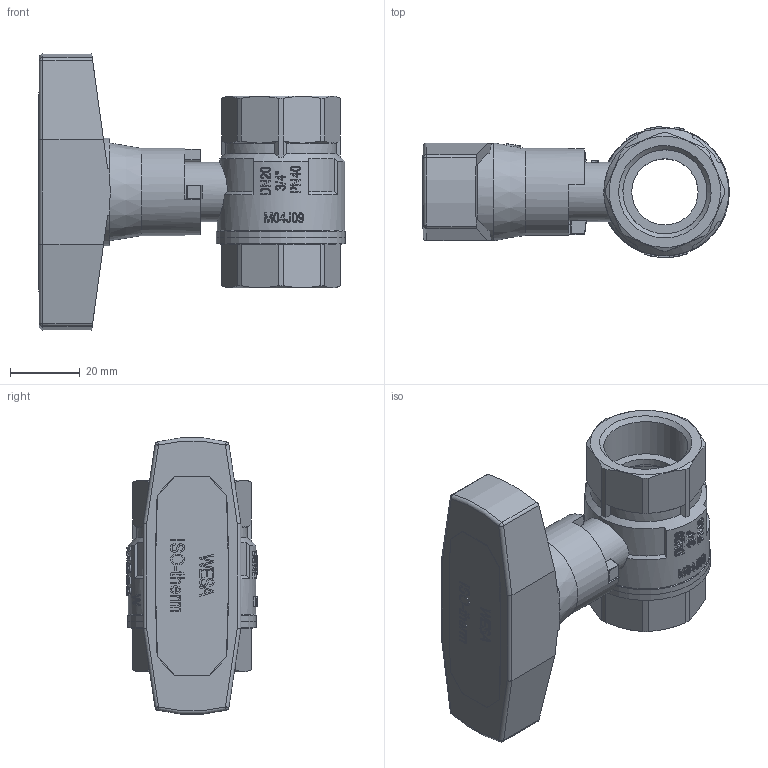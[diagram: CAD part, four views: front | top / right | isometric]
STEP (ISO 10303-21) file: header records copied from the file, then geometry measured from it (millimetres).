
FILE_DESCRIPTION(/* description */ ('Unknown'),/* implementation_level */ '2;1');
FILE_NAME(/* name */ '680-05',/* time_stamp */ '2022-03-28T08:36:24+02:00',/* author */ ('Unknown'),/* organization */ ('Unknown'),/* preprocessor_version */ 'ST-DEVELOPER v16.7',/* originating_system */ 'Solid Edge',/* authorisation */ 'Unknown');
FILE_SCHEMA (('AUTOMOTIVE_DESIGN {1 0 10303 214 3 1 1}'));
Products named in the file (11): 2.645.020; T-Griff 3_8-3_4; Abdeckkappe-3_8-1_1_2; Neu-T-Griff-Al-3_8-3_4-a; Befestigungsschraube-1_2-3_4; 600-05; 600-04_Spindel; 600-04_Stopfbuchse; 600-05_Einschraubteil; 600-05_Körper
Assembly tree (10 placements, depth 4):
  2.645.020
    T-Griff 3_8-3_4
      Abdeckkappe-3_8-1_1_2
      Neu-T-Griff-Al-3_8-3_4-a
      Befestigungsschraube-1_2-3_4
    600-05
      600-04_Spindel
        600-04_Stopfbuchse
        600-04_Spindel
      600-05_Einschraubteil
      600-05_Körper
Bounding box: 88 x 37.58 x 79.22 mm (x, y, z)
Volume: 54270.7 mm3; surface area: 35731.9 mm2
Topology: 7 solids, 7 shells, 1713 faces, 4779 edges, 3162 vertices
Faces by surface type: plane 1522, cylinder 130, cone 49, sphere 6, torus 5, bspline 1
Full cylindrical faces by diameter (mm): 3.4 x2, 5.4 x4, 6.6 x1, 8 x1, 8.9 x2, 9.1 x1, 9.3 x1, 10.5 x1, 12 x2, 12.5 x1, 14 x2, 17 x1, 18.1 x1, 19 x3, 24.117 x2, 25 x1, 26 x2, 30.5 x1, 32 x1, 32.5 x1, 36.6 x1, 37 x2
Entity records: 66383 total; most frequent: CARTESIAN_POINT 12822, DIRECTION 10049, ORIENTED_EDGE 9408, EDGE_CURVE 4704, AXIS2_PLACEMENT_3D 3720, VERTEX_POINT 3150, LINE 2609, VECTOR 2609
